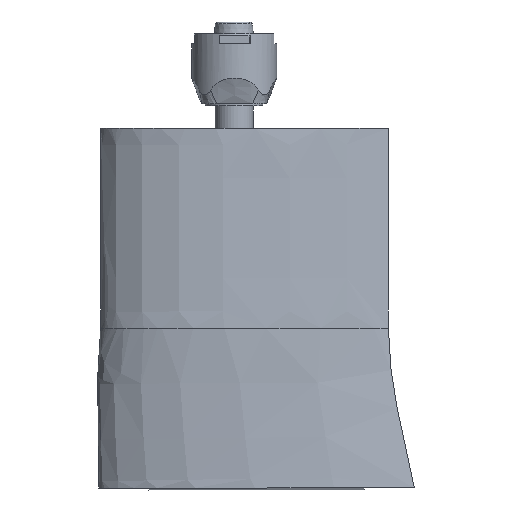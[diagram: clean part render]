
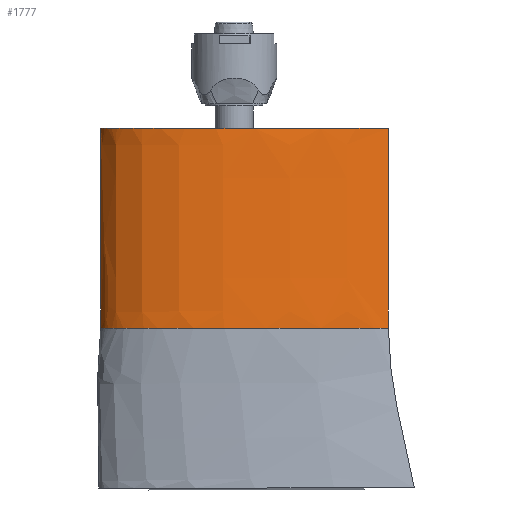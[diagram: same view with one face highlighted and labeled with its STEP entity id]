
A CAD part, left-side view. The second image highlights one B-rep face of the part: STEP entity #1777.
In plain terms, the highlighted face is a extrusion surface.
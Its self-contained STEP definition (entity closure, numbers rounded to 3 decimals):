
#61=CARTESIAN_POINT('',(-1.812,33.312,-5.));
#116=CARTESIAN_POINT('',(-1.812,33.312,-5.));
#117=CARTESIAN_POINT('',(-2.068,33.323,-5.001));
#118=CARTESIAN_POINT('',(-2.588,33.298,-5.016));
#119=CARTESIAN_POINT('',(-3.361,33.127,-5.005));
#120=CARTESIAN_POINT('',(-3.9,32.919,-5.017));
#121=CARTESIAN_POINT('',(-4.166,32.792,-5.));
#123=CARTESIAN_POINT('',(-4.166,32.792,-5.));
#124=CARTESIAN_POINT('',(-4.907,32.441,-5.));
#125=CARTESIAN_POINT('',(-6.234,31.463,-5.));
#126=CARTESIAN_POINT('',(-7.845,29.565,-5.));
#127=CARTESIAN_POINT('',(-9.038,27.67,-5.));
#128=CARTESIAN_POINT('',(-9.667,26.401,-5.));
#129=CARTESIAN_POINT('',(-9.912,25.855,-5.));
#131=CARTESIAN_POINT('',(-12.243,17.994,-5.));
#132=CARTESIAN_POINT('',(-12.514,16.457,-5.));
#133=CARTESIAN_POINT('',(-12.887,13.27,-5.));
#134=CARTESIAN_POINT('',(-12.998,6.822,-5.));
#135=CARTESIAN_POINT('',(-12.203,-1.317,
-5.));
#136=CARTESIAN_POINT('',(-10.34,-10.921,
-5.));
#137=CARTESIAN_POINT('',(-7.366,-22.288,
-5.));
#138=CARTESIAN_POINT('',(-4.568,-30.289,
-5.));
#139=CARTESIAN_POINT('',(-2.536,-35.091,
-5.));
#141=CARTESIAN_POINT('',(-2.536,-35.091,
-5.));
#142=CARTESIAN_POINT('',(-2.366,-35.493,
-5.));
#143=CARTESIAN_POINT('',(-2.194,-35.894,
-4.999));
#144=CARTESIAN_POINT('',(-2.019,-36.294,
-4.999));
#146=CARTESIAN_POINT('',(-2.019,-36.294,
-4.999));
#147=CARTESIAN_POINT('',(-1.672,-37.091,
-4.999));
#148=CARTESIAN_POINT('',(-1.316,-37.883,
-4.999));
#149=CARTESIAN_POINT('',(-0.952,-38.672,
-4.999));
#151=CARTESIAN_POINT('',(-0.952,-38.672,
-4.999));
#161=DIRECTION('',(0.,0.,1.));
#162=VECTOR('',#161,50.);
#163=CARTESIAN_POINT('',(-1.812,33.312,-5.));
#164=LINE('',#163,#162);
#165=CARTESIAN_POINT('',(-1.812,33.333,45.));
#166=CARTESIAN_POINT('',(-1.992,33.34,45.));
#167=CARTESIAN_POINT('',(-2.361,33.332,45.));
#168=CARTESIAN_POINT('',(-2.939,33.248,45.));
#169=CARTESIAN_POINT('',(-3.55,33.08,45.));
#170=CARTESIAN_POINT('',(-4.194,32.815,45.));
#171=CARTESIAN_POINT('',(-4.87,32.439,45.));
#172=CARTESIAN_POINT('',(-5.588,31.934,45.));
#173=CARTESIAN_POINT('',(-6.348,31.269,45.));
#174=CARTESIAN_POINT('',(-7.135,30.425,45.));
#175=CARTESIAN_POINT('',(-7.939,29.387,45.));
#176=CARTESIAN_POINT('',(-8.761,28.137,45.));
#177=CARTESIAN_POINT('',(-9.582,26.635,45.));
#178=CARTESIAN_POINT('',(-10.378,24.845,45.));
#179=CARTESIAN_POINT('',(-11.131,22.723,45.));
#180=CARTESIAN_POINT('',(-11.82,20.238,45.));
#181=CARTESIAN_POINT('',(-12.382,17.411,45.));
#182=CARTESIAN_POINT('',(-12.768,14.302,45.));
#183=CARTESIAN_POINT('',(-12.953,10.842,45.));
#184=CARTESIAN_POINT('',(-12.898,6.9,45.));
#185=CARTESIAN_POINT('',(-12.551,2.381,45.));
#186=CARTESIAN_POINT('',(-11.871,-2.771,45.));
#187=CARTESIAN_POINT('',(-10.82,-8.452,45.));
#188=CARTESIAN_POINT('',(-9.305,-14.911,45.));
#189=CARTESIAN_POINT('',(-7.476,-21.484,45.));
#190=CARTESIAN_POINT('',(-5.493,-27.551,45.));
#191=CARTESIAN_POINT('',(-3.325,-33.292,45.));
#192=CARTESIAN_POINT('',(-1.761,-36.901,45.));
#193=CARTESIAN_POINT('',(-0.952,-38.651,
45.));
#195=CARTESIAN_POINT('',(-12.243,17.994,-5.));
#196=CARTESIAN_POINT('',(-12.179,18.358,-5.));
#197=CARTESIAN_POINT('',(-12.108,18.729,-5.));
#198=CARTESIAN_POINT('',(-12.034,19.092,-5.));
#200=CARTESIAN_POINT('',(-12.034,19.092,-5.));
#201=CARTESIAN_POINT('',(-11.77,20.378,-5.));
#202=CARTESIAN_POINT('',(-11.176,22.671,-5.));
#203=CARTESIAN_POINT('',(-10.345,24.895,-5.));
#204=CARTESIAN_POINT('',(-9.912,25.855,-5.));
#206=DIRECTION('',(0.,0.,1.));
#207=VECTOR('',#206,49.999);
#208=CARTESIAN_POINT('',(-0.952,-38.672,
-4.999));
#209=LINE('',#208,#207);
#1133=VERTEX_POINT('',#151);
#1140=VERTEX_POINT('',#61);
#1150=VERTEX_POINT('',#121);
#1151=VERTEX_POINT('',#129);
#1152=VERTEX_POINT('',#200);
#1153=VERTEX_POINT('',#195);
#1154=VERTEX_POINT('',#139);
#1155=VERTEX_POINT('',#144);
#1156=CARTESIAN_POINT('',(-1.812,33.333,45.));
#1157=VERTEX_POINT('',#1156);
#1158=VERTEX_POINT('',#193);
#1743=CARTESIAN_POINT('',(-0.62,-39.382,
-5.996));
#1744=CARTESIAN_POINT('',(-0.732,-39.146,
-5.996));
#1745=CARTESIAN_POINT('',(-2.426,-35.513,
-5.998));
#1746=CARTESIAN_POINT('',(-5.807,-27.175,
-6.001));
#1747=CARTESIAN_POINT('',(-9.908,-13.362,
-6.007));
#1748=CARTESIAN_POINT('',(-12.693,0.71,
-6.013));
#1749=CARTESIAN_POINT('',(-13.174,13.204,
-6.018));
#1750=CARTESIAN_POINT('',(-11.568,22.36,
-6.022));
#1751=CARTESIAN_POINT('',(-8.703,28.787,
-6.024));
#1752=CARTESIAN_POINT('',(-5.764,31.961,
-6.025));
#1753=CARTESIAN_POINT('',(-3.895,32.95,
-6.026));
#1754=CARTESIAN_POINT('',(-2.868,33.267,
-6.026));
#1755=CARTESIAN_POINT('',(-1.905,33.349,
-6.026));
#1756=CARTESIAN_POINT('',(-1.293,33.266,
-6.026));
#1757=CARTESIAN_POINT('',(-1.04,33.203,
-6.026));
#1759=DIRECTION('',(0.,0.,1.));
#1760=VECTOR('',#1759,1.);
#1761=SURFACE_OF_LINEAR_EXTRUSION('',#1758,#1760);
#1762=ORIENTED_EDGE('',*,*,#1727,.F.);
#1763=ORIENTED_EDGE('',*,*,#1725,.F.);
#1765=ORIENTED_EDGE('',*,*,#1764,.T.);
#1767=ORIENTED_EDGE('',*,*,#1766,.T.);
#1769=ORIENTED_EDGE('',*,*,#1768,.F.);
#1770=ORIENTED_EDGE('',*,*,#1737,.F.);
#1771=ORIENTED_EDGE('',*,*,#1735,.F.);
#1772=ORIENTED_EDGE('',*,*,#1733,.F.);
#1773=ORIENTED_EDGE('',*,*,#1731,.T.);
#1774=ORIENTED_EDGE('',*,*,#1729,.T.);
#1775=EDGE_LOOP('',(#1762,#1763,#1765,#1767,#1769,#1770,#1771,#1772,#1773,
#1774));
#1776=FACE_OUTER_BOUND('',#1775,.F.);
#1777=ADVANCED_FACE('',(#1776),#1761,.F.);
#122=B_SPLINE_CURVE_WITH_KNOTS('',3,(#116,#117,#118,#119,#120,#121),
.UNSPECIFIED.,.F.,.F.,(4,1,1,4),(0.,0.333,0.667,1.),
.UNSPECIFIED.);
#130=B_SPLINE_CURVE_WITH_KNOTS('',3,(#123,#124,#125,#126,#127,#128,#129),
.UNSPECIFIED.,.F.,.F.,(4,1,1,1,4),(0.,0.269,0.536,
0.804,1.),.UNSPECIFIED.);
#140=B_SPLINE_CURVE_WITH_KNOTS('',3,(#131,#132,#133,#134,#135,#136,#137,#138,
#139),.UNSPECIFIED.,.F.,.F.,(4,1,1,1,1,1,4),(0.,0.086,
0.175,0.355,0.534,0.713,1.),
.UNSPECIFIED.);
#145=B_SPLINE_CURVE_WITH_KNOTS('',3,(#141,#142,#143,#144),.UNSPECIFIED.,.F.,.F.,
(4,4),(0.,1.),.UNSPECIFIED.);
#150=B_SPLINE_CURVE_WITH_KNOTS('',3,(#146,#147,#148,#149),.UNSPECIFIED.,.F.,.F.,
(4,4),(0.,1.),.UNSPECIFIED.);
#194=B_SPLINE_CURVE_WITH_KNOTS('',3,(#165,#166,#167,#168,#169,#170,#171,#172,
#173,#174,#175,#176,#177,#178,#179,#180,#181,#182,#183,#184,#185,#186,#187,#188,
#189,#190,#191,#192,#193),.UNSPECIFIED.,.F.,.F.,(4,1,1,1,1,1,1,1,1,1,1,1,1,1,1,
1,1,1,1,1,1,1,1,1,1,1,4),(0.,0.038,0.077,
0.115,0.154,0.192,0.231,
0.269,0.308,0.346,0.385,
0.423,0.462,0.5,0.538,0.577,
0.615,0.654,0.692,0.731,
0.769,0.808,0.846,0.885,
0.923,0.962,1.),.UNSPECIFIED.);
#199=B_SPLINE_CURVE_WITH_KNOTS('',3,(#195,#196,#197,#198),.UNSPECIFIED.,.F.,.F.,
(4,4),(0.,1.),.UNSPECIFIED.);
#205=B_SPLINE_CURVE_WITH_KNOTS('',3,(#200,#201,#202,#203,#204),.UNSPECIFIED.,
.F.,.F.,(4,1,4),(0.,0.555,1.),.UNSPECIFIED.);
#1725=EDGE_CURVE('',#1140,#1150,#122,.T.);
#1727=EDGE_CURVE('',#1150,#1151,#130,.T.);
#1729=EDGE_CURVE('',#1152,#1151,#205,.T.);
#1731=EDGE_CURVE('',#1153,#1152,#199,.T.);
#1733=EDGE_CURVE('',#1153,#1154,#140,.T.);
#1735=EDGE_CURVE('',#1154,#1155,#145,.T.);
#1737=EDGE_CURVE('',#1155,#1133,#150,.T.);
#1758=B_SPLINE_CURVE_WITH_KNOTS('',3,(#1743,#1744,#1745,#1746,#1747,#1748,#1749,
#1750,#1751,#1752,#1753,#1754,#1755,#1756,#1757),.UNSPECIFIED.,.F.,.F.,(4,1,1,1,
1,1,1,1,1,1,1,1,4),(0.,0.01,0.151,0.338,
0.551,0.689,0.806,0.898,
0.95,0.964,0.977,0.99,1.),
.UNSPECIFIED.);
#1764=EDGE_CURVE('',#1140,#1157,#164,.T.);
#1766=EDGE_CURVE('',#1157,#1158,#194,.T.);
#1768=EDGE_CURVE('',#1133,#1158,#209,.T.);
